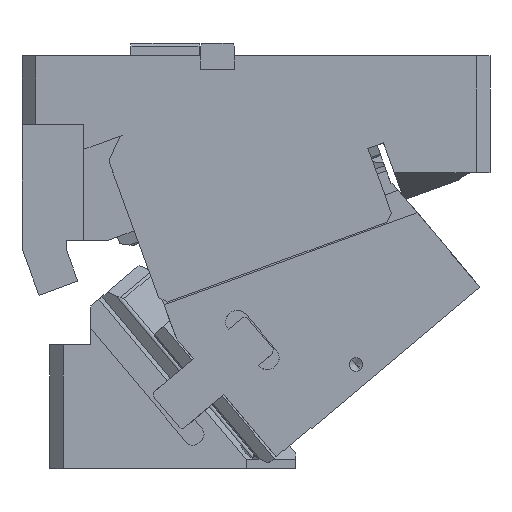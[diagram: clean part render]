
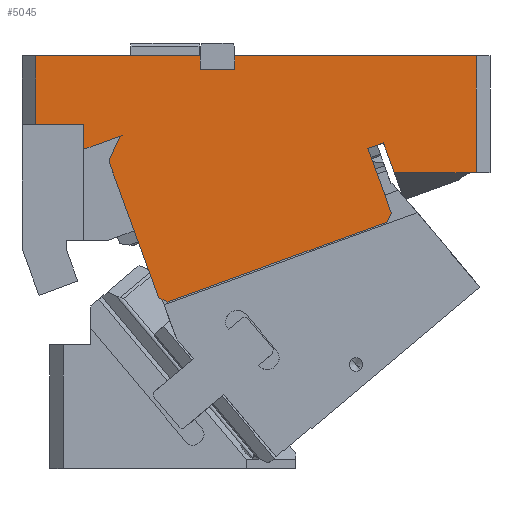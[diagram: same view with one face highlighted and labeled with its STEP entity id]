
A CAD part, front view. The second image highlights one B-rep face of the part: STEP entity #5045.
In plain terms, the highlighted planar face has unit normal (0, -1, 0).
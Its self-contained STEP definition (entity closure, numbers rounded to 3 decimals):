
#600=CARTESIAN_POINT('Line Origine',(-201.042,-90.,182.107)) ;
#604=CARTESIAN_POINT('Vertex',(-215.,-90.,177.026)) ;
#606=CARTESIAN_POINT('Vertex',(-187.084,-90.,187.187)) ;
#635=CARTESIAN_POINT('Vertex',(-189.341,-90.,185.119)) ;
#638=CARTESIAN_POINT('Axis2P3D Location',(-185.716,-90.,183.428)) ;
#659=CARTESIAN_POINT('Vertex',(-196.442,-90.,167.119)) ;
#662=CARTESIAN_POINT('Axis2P3D Location',(-192.683,-90.,168.488)) ;
#666=CARTESIAN_POINT('Vertex',(-196.308,-90.,170.178)) ;
#1187=CARTESIAN_POINT('Vertex',(10.472,-90.,160.)) ;
#1190=CARTESIAN_POINT('Line Origine',(6.519,-90.,170.861)) ;
#1194=CARTESIAN_POINT('Vertex',(2.566,-90.,181.721)) ;
#1667=CARTESIAN_POINT('Vertex',(-250.,-90.,245.)) ;
#1681=CARTESIAN_POINT('Vertex',(-250.,-90.,195.)) ;
#1684=CARTESIAN_POINT('Line Origine',(-250.,-90.,220.)) ;
#1839=CARTESIAN_POINT('Line Origine',(-157.55,-90.,67.575)) ;
#1843=CARTESIAN_POINT('Vertex',(-154.346,-90.,66.081)) ;
#1845=CARTESIAN_POINT('Vertex',(-160.754,-90.,69.069)) ;
#1959=CARTESIAN_POINT('Vertex',(-8.71,-90.,177.617)) ;
#1962=CARTESIAN_POINT('Line Origine',(-0.16,-90.,154.125)) ;
#1966=CARTESIAN_POINT('Vertex',(8.391,-90.,130.633)) ;
#2097=CARTESIAN_POINT('Vertex',(5.402,-90.,124.224)) ;
#2105=CARTESIAN_POINT('Line Origine',(6.896,-90.,127.428)) ;
#2519=CARTESIAN_POINT('Vertex',(-130.5,-90.,245.)) ;
#2522=CARTESIAN_POINT('Line Origine',(-130.5,-90.,240.)) ;
#2526=CARTESIAN_POINT('Vertex',(-130.5,-90.,235.)) ;
#2552=CARTESIAN_POINT('Vertex',(70.,-90.,160.)) ;
#2566=CARTESIAN_POINT('Vertex',(70.,-90.,245.)) ;
#2569=CARTESIAN_POINT('Line Origine',(70.,-90.,202.5)) ;
#4018=CARTESIAN_POINT('Vertex',(-105.5,-90.,235.)) ;
#4021=CARTESIAN_POINT('Line Origine',(-105.5,-90.,240.)) ;
#4025=CARTESIAN_POINT('Vertex',(-105.5,-90.,245.)) ;
#4040=CARTESIAN_POINT('Line Origine',(-118.,-90.,235.)) ;
#4201=CARTESIAN_POINT('Line Origine',(-74.472,-90.,95.152)) ;
#4556=CARTESIAN_POINT('Line Origine',(-3.072,-90.,179.669)) ;
#4822=CARTESIAN_POINT('Line Origine',(40.236,-90.,160.)) ;
#4853=CARTESIAN_POINT('Line Origine',(-17.75,-90.,245.)) ;
#4922=CARTESIAN_POINT('Line Origine',(-190.25,-90.,245.)) ;
#4995=CARTESIAN_POINT('Axis2P3D Location',(-260.,-90.,195.)) ;
#5000=CARTESIAN_POINT('Line Origine',(-232.5,-90.,195.)) ;
#5004=CARTESIAN_POINT('Vertex',(-215.,-90.,195.)) ;
#5007=CARTESIAN_POINT('Line Origine',(-215.,-90.,186.013)) ;
#5012=CARTESIAN_POINT('Line Origine',(-192.825,-90.,177.648)) ;
#5017=CARTESIAN_POINT('Line Origine',(-178.598,-90.,118.094)) ;
#601=DIRECTION('Vector Direction',(0.94,0.,0.342)) ;
#639=DIRECTION('Axis2P3D Direction',(0.,1.,0.)) ;
#663=DIRECTION('Axis2P3D Direction',(0.,1.,0.)) ;
#1191=DIRECTION('Vector Direction',(0.342,0.,-0.94)) ;
#1685=DIRECTION('Vector Direction',(0.,0.,-1.)) ;
#1840=DIRECTION('Vector Direction',(-0.906,0.,0.423)) ;
#1963=DIRECTION('Vector Direction',(-0.342,0.,0.94)) ;
#2106=DIRECTION('Vector Direction',(0.423,0.,0.906)) ;
#2523=DIRECTION('Vector Direction',(0.,0.,1.)) ;
#2570=DIRECTION('Vector Direction',(0.,0.,1.)) ;
#4022=DIRECTION('Vector Direction',(0.,0.,1.)) ;
#4041=DIRECTION('Vector Direction',(1.,0.,0.)) ;
#4202=DIRECTION('Vector Direction',(-0.94,0.,-0.342)) ;
#4557=DIRECTION('Vector Direction',(0.94,0.,0.342)) ;
#4823=DIRECTION('Vector Direction',(1.,0.,0.)) ;
#4854=DIRECTION('Vector Direction',(-1.,0.,0.)) ;
#4923=DIRECTION('Vector Direction',(-1.,0.,0.)) ;
#4996=DIRECTION('Axis2P3D Direction',(0.,1.,0.)) ;
#4997=DIRECTION('Axis2P3D XDirection',(-1.,0.,0.)) ;
#5001=DIRECTION('Vector Direction',(1.,0.,0.)) ;
#5008=DIRECTION('Vector Direction',(0.,0.,-1.)) ;
#5013=DIRECTION('Vector Direction',(-0.423,0.,-0.906)) ;
#5018=DIRECTION('Vector Direction',(-0.342,0.,0.94)) ;
#640=AXIS2_PLACEMENT_3D('Circle Axis2P3D',#638,#639,$) ;
#664=AXIS2_PLACEMENT_3D('Circle Axis2P3D',#662,#663,$) ;
#4998=AXIS2_PLACEMENT_3D('Plane Axis2P3D',#4995,#4996,#4997) ;
#5023=ORIENTED_EDGE('',*,*,#1847,.F.) ;
#5024=ORIENTED_EDGE('',*,*,#4205,.F.) ;
#5025=ORIENTED_EDGE('',*,*,#2109,.T.) ;
#5026=ORIENTED_EDGE('',*,*,#1968,.T.) ;
#5027=ORIENTED_EDGE('',*,*,#4560,.T.) ;
#5028=ORIENTED_EDGE('',*,*,#1196,.T.) ;
#5029=ORIENTED_EDGE('',*,*,#4826,.T.) ;
#5030=ORIENTED_EDGE('',*,*,#2573,.T.) ;
#5031=ORIENTED_EDGE('',*,*,#4857,.T.) ;
#5032=ORIENTED_EDGE('',*,*,#4027,.F.) ;
#5033=ORIENTED_EDGE('',*,*,#4044,.F.) ;
#5034=ORIENTED_EDGE('',*,*,#2528,.T.) ;
#5035=ORIENTED_EDGE('',*,*,#4926,.T.) ;
#5036=ORIENTED_EDGE('',*,*,#1688,.T.) ;
#5037=ORIENTED_EDGE('',*,*,#5006,.T.) ;
#5038=ORIENTED_EDGE('',*,*,#5011,.T.) ;
#5039=ORIENTED_EDGE('',*,*,#608,.T.) ;
#5040=ORIENTED_EDGE('',*,*,#642,.F.) ;
#5041=ORIENTED_EDGE('',*,*,#5016,.T.) ;
#5042=ORIENTED_EDGE('',*,*,#668,.T.) ;
#5043=ORIENTED_EDGE('',*,*,#5021,.F.) ;
#602=VECTOR('Line Direction',#601,1.) ;
#1192=VECTOR('Line Direction',#1191,1.) ;
#1686=VECTOR('Line Direction',#1685,1.) ;
#1841=VECTOR('Line Direction',#1840,1.) ;
#1964=VECTOR('Line Direction',#1963,1.) ;
#2107=VECTOR('Line Direction',#2106,1.) ;
#2524=VECTOR('Line Direction',#2523,1.) ;
#2571=VECTOR('Line Direction',#2570,1.) ;
#4023=VECTOR('Line Direction',#4022,1.) ;
#4042=VECTOR('Line Direction',#4041,1.) ;
#4203=VECTOR('Line Direction',#4202,1.) ;
#4558=VECTOR('Line Direction',#4557,1.) ;
#4824=VECTOR('Line Direction',#4823,1.) ;
#4855=VECTOR('Line Direction',#4854,1.) ;
#4924=VECTOR('Line Direction',#4923,1.) ;
#5002=VECTOR('Line Direction',#5001,1.) ;
#5009=VECTOR('Line Direction',#5008,1.) ;
#5014=VECTOR('Line Direction',#5013,1.) ;
#5019=VECTOR('Line Direction',#5018,1.) ;
#5045=ADVANCED_FACE('CAM HOLDER',(#5044),#4999,.F.) ;
#641=CIRCLE('generated circle',#640,4.) ;
#665=CIRCLE('generated circle',#664,4.) ;
#608=EDGE_CURVE('',#605,#607,#603,.T.) ;
#642=EDGE_CURVE('',#636,#607,#641,.T.) ;
#668=EDGE_CURVE('',#667,#660,#665,.F.) ;
#1196=EDGE_CURVE('',#1195,#1188,#1193,.T.) ;
#1688=EDGE_CURVE('',#1668,#1682,#1687,.T.) ;
#1847=EDGE_CURVE('',#1844,#1846,#1842,.T.) ;
#1968=EDGE_CURVE('',#1967,#1960,#1965,.T.) ;
#2109=EDGE_CURVE('',#2098,#1967,#2108,.T.) ;
#2528=EDGE_CURVE('',#2527,#2520,#2525,.T.) ;
#2573=EDGE_CURVE('',#2553,#2567,#2572,.T.) ;
#4027=EDGE_CURVE('',#4019,#4026,#4024,.T.) ;
#4044=EDGE_CURVE('',#2527,#4019,#4043,.T.) ;
#4205=EDGE_CURVE('',#2098,#1844,#4204,.T.) ;
#4560=EDGE_CURVE('',#1960,#1195,#4559,.T.) ;
#4826=EDGE_CURVE('',#1188,#2553,#4825,.T.) ;
#4857=EDGE_CURVE('',#2567,#4026,#4856,.T.) ;
#4926=EDGE_CURVE('',#2520,#1668,#4925,.T.) ;
#5006=EDGE_CURVE('',#1682,#5005,#5003,.T.) ;
#5011=EDGE_CURVE('',#5005,#605,#5010,.T.) ;
#5016=EDGE_CURVE('',#636,#667,#5015,.T.) ;
#5021=EDGE_CURVE('',#1846,#660,#5020,.T.) ;
#5022=EDGE_LOOP('',(#5023,#5024,#5025,#5026,#5027,#5028,#5029,#5030,#5031,#5032,#5033,#5034,#5035,#5036,#5037,#5038,#5039,#5040,#5041,#5042,#5043)) ;
#5044=FACE_OUTER_BOUND('',#5022,.T.) ;
#603=LINE('Line',#600,#602) ;
#1193=LINE('Line',#1190,#1192) ;
#1687=LINE('Line',#1684,#1686) ;
#1842=LINE('Line',#1839,#1841) ;
#1965=LINE('Line',#1962,#1964) ;
#2108=LINE('Line',#2105,#2107) ;
#2525=LINE('Line',#2522,#2524) ;
#2572=LINE('Line',#2569,#2571) ;
#4024=LINE('Line',#4021,#4023) ;
#4043=LINE('Line',#4040,#4042) ;
#4204=LINE('Line',#4201,#4203) ;
#4559=LINE('Line',#4556,#4558) ;
#4825=LINE('Line',#4822,#4824) ;
#4856=LINE('Line',#4853,#4855) ;
#4925=LINE('Line',#4922,#4924) ;
#5003=LINE('Line',#5000,#5002) ;
#5010=LINE('Line',#5007,#5009) ;
#5015=LINE('Line',#5012,#5014) ;
#5020=LINE('Line',#5017,#5019) ;
#4999=PLANE('Plane',#4998) ;
#605=VERTEX_POINT('',#604) ;
#607=VERTEX_POINT('',#606) ;
#636=VERTEX_POINT('',#635) ;
#660=VERTEX_POINT('',#659) ;
#667=VERTEX_POINT('',#666) ;
#1188=VERTEX_POINT('',#1187) ;
#1195=VERTEX_POINT('',#1194) ;
#1668=VERTEX_POINT('',#1667) ;
#1682=VERTEX_POINT('',#1681) ;
#1844=VERTEX_POINT('',#1843) ;
#1846=VERTEX_POINT('',#1845) ;
#1960=VERTEX_POINT('',#1959) ;
#1967=VERTEX_POINT('',#1966) ;
#2098=VERTEX_POINT('',#2097) ;
#2520=VERTEX_POINT('',#2519) ;
#2527=VERTEX_POINT('',#2526) ;
#2553=VERTEX_POINT('',#2552) ;
#2567=VERTEX_POINT('',#2566) ;
#4019=VERTEX_POINT('',#4018) ;
#4026=VERTEX_POINT('',#4025) ;
#5005=VERTEX_POINT('',#5004) ;
